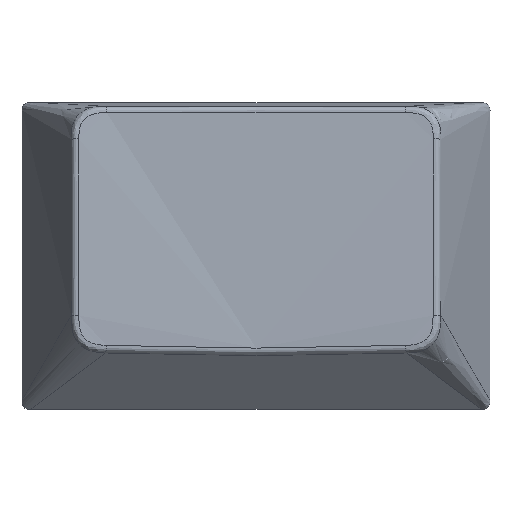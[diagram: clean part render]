
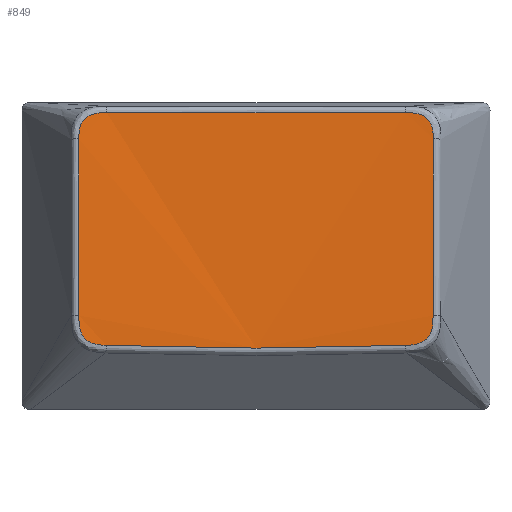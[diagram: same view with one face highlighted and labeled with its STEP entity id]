
A CAD part, top view. The second image highlights one B-rep face of the part: STEP entity #849.
In plain terms, the highlighted free-form (B-spline) face has degree [2, 1] with [9, 2] control points.
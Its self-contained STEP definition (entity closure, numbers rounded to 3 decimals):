
#849 = ADVANCED_FACE('',(#850),#952,.F.);
#850 = FACE_BOUND('',#851,.F.);
#851 = EDGE_LOOP('',(#852,#870,#879,#894,#904,#919,#928,#944));
#852 = ORIENTED_EDGE('',*,*,#853,.T.);
#853 = EDGE_CURVE('',#854,#856,#858,.T.);
#854 = VERTEX_POINT('',#855);
#855 = CARTESIAN_POINT('',(-8.834,-5.292,7.794));
#856 = VERTEX_POINT('',#857);
#857 = CARTESIAN_POINT('',(-10.459,-3.528,7.846));
#858 = B_SPLINE_CURVE_WITH_KNOTS('',3,(#859,#860,#861,#862,#863,#864,
    #865,#866,#867,#868,#869),.UNSPECIFIED.,.F.,.F.,(4,1,1,1,1,1,1,1,4),
  (0.138,0.541,0.898,1.217,1.516,1.821
    ,2.155,2.532,2.955),.UNSPECIFIED.);
#859 = CARTESIAN_POINT('',(-8.834,-5.292,7.794));
#860 = CARTESIAN_POINT('',(-8.967,-5.288,7.805));
#861 = CARTESIAN_POINT('',(-9.219,-5.275,7.826));
#862 = CARTESIAN_POINT('',(-9.571,-5.21,7.854));
#863 = CARTESIAN_POINT('',(-9.87,-5.083,7.875));
#864 = CARTESIAN_POINT('',(-10.112,-4.889,7.887));
#865 = CARTESIAN_POINT('',(-10.291,-4.63,7.89));
#866 = CARTESIAN_POINT('',(-10.403,-4.31,7.883));
#867 = CARTESIAN_POINT('',(-10.455,-3.935,7.868));
#868 = CARTESIAN_POINT('',(-10.459,-3.669,7.854));
#869 = CARTESIAN_POINT('',(-10.459,-3.528,7.846));
#870 = ORIENTED_EDGE('',*,*,#871,.T.);
#871 = EDGE_CURVE('',#856,#872,#874,.T.);
#872 = VERTEX_POINT('',#873);
#873 = CARTESIAN_POINT('',(-10.463,6.897,7.273));
#874 = B_SPLINE_CURVE_WITH_KNOTS('',3,(#875,#876,#877,#878),
  .UNSPECIFIED.,.F.,.F.,(4,4),(-0.181,10.26),
  .PIECEWISE_BEZIER_KNOTS.);
#875 = CARTESIAN_POINT('',(-10.459,-3.528,7.846));
#876 = CARTESIAN_POINT('',(-10.46,-0.053,7.655));
#877 = CARTESIAN_POINT('',(-10.461,3.422,7.464));
#878 = CARTESIAN_POINT('',(-10.463,6.897,7.273));
#879 = ORIENTED_EDGE('',*,*,#880,.T.);
#880 = EDGE_CURVE('',#872,#881,#883,.T.);
#881 = VERTEX_POINT('',#882);
#882 = CARTESIAN_POINT('',(-8.815,8.446,7.037));
#883 = B_SPLINE_CURVE_WITH_KNOTS('',3,(#884,#885,#886,#887,#888,#889,
    #890,#891,#892,#893),.UNSPECIFIED.,.F.,.F.,(4,1,1,1,1,1,1,4),(
    0.092,0.451,0.774,1.072,1.364,
    1.666,1.992,2.756),.UNSPECIFIED.);
#884 = CARTESIAN_POINT('',(-10.463,6.897,7.273));
#885 = CARTESIAN_POINT('',(-10.463,7.017,7.266));
#886 = CARTESIAN_POINT('',(-10.46,7.244,7.253));
#887 = CARTESIAN_POINT('',(-10.409,7.567,7.23));
#888 = CARTESIAN_POINT('',(-10.294,7.85,7.204));
#889 = CARTESIAN_POINT('',(-10.111,8.086,7.173));
#890 = CARTESIAN_POINT('',(-9.865,8.267,7.139));
#891 = CARTESIAN_POINT('',(-9.433,8.434,7.09));
#892 = CARTESIAN_POINT('',(-9.066,8.446,7.058));
#893 = CARTESIAN_POINT('',(-8.815,8.446,7.037));
#894 = ORIENTED_EDGE('',*,*,#895,.T.);
#895 = EDGE_CURVE('',#881,#896,#898,.T.);
#896 = VERTEX_POINT('',#897);
#897 = CARTESIAN_POINT('',(8.814,8.446,7.037));
#898 = B_SPLINE_CURVE_WITH_KNOTS('',3,(#899,#900,#901,#902,#903),
  .UNSPECIFIED.,.F.,.F.,(4,1,4),(-0.197,8.66,17.517),
  .UNSPECIFIED.);
#899 = CARTESIAN_POINT('',(-8.815,8.446,7.037));
#900 = CARTESIAN_POINT('',(-5.883,8.455,6.791));
#901 = CARTESIAN_POINT('',(0.,8.464,6.546)
  );
#902 = CARTESIAN_POINT('',(5.883,8.455,6.791));
#903 = CARTESIAN_POINT('',(8.814,8.446,7.037));
#904 = ORIENTED_EDGE('',*,*,#905,.T.);
#905 = EDGE_CURVE('',#896,#906,#908,.T.);
#906 = VERTEX_POINT('',#907);
#907 = CARTESIAN_POINT('',(10.462,6.897,7.273));
#908 = B_SPLINE_CURVE_WITH_KNOTS('',3,(#909,#910,#911,#912,#913,#914,
    #915,#916,#917,#918),.UNSPECIFIED.,.F.,.F.,(4,1,1,1,1,1,1,4),(
    0.196,0.96,1.286,1.588,1.88,
    2.179,2.502,2.86),.UNSPECIFIED.);
#909 = CARTESIAN_POINT('',(8.814,8.446,7.037));
#910 = CARTESIAN_POINT('',(9.066,8.446,7.058));
#911 = CARTESIAN_POINT('',(9.432,8.434,7.09));
#912 = CARTESIAN_POINT('',(9.864,8.267,7.139));
#913 = CARTESIAN_POINT('',(10.111,8.086,7.173));
#914 = CARTESIAN_POINT('',(10.293,7.85,7.204));
#915 = CARTESIAN_POINT('',(10.408,7.567,7.23));
#916 = CARTESIAN_POINT('',(10.46,7.244,7.253));
#917 = CARTESIAN_POINT('',(10.462,7.017,7.266));
#918 = CARTESIAN_POINT('',(10.462,6.897,7.273));
#919 = ORIENTED_EDGE('',*,*,#920,.T.);
#920 = EDGE_CURVE('',#906,#921,#923,.T.);
#921 = VERTEX_POINT('',#922);
#922 = CARTESIAN_POINT('',(10.458,-3.528,7.846));
#923 = B_SPLINE_CURVE_WITH_KNOTS('',3,(#924,#925,#926,#927),
  .UNSPECIFIED.,.F.,.F.,(4,4),(-0.092,10.349),
  .PIECEWISE_BEZIER_KNOTS.);
#924 = CARTESIAN_POINT('',(10.462,6.897,7.273));
#925 = CARTESIAN_POINT('',(10.461,3.422,7.464));
#926 = CARTESIAN_POINT('',(10.459,-0.053,7.655)
  );
#927 = CARTESIAN_POINT('',(10.458,-3.528,7.846));
#928 = ORIENTED_EDGE('',*,*,#929,.T.);
#929 = EDGE_CURVE('',#921,#930,#932,.T.);
#930 = VERTEX_POINT('',#931);
#931 = CARTESIAN_POINT('',(8.833,-5.292,7.794));
#932 = B_SPLINE_CURVE_WITH_KNOTS('',3,(#933,#934,#935,#936,#937,#938,
    #939,#940,#941,#942,#943),.UNSPECIFIED.,.F.,.F.,(4,1,1,1,1,1,1,1,4),
  (0.18,0.603,0.98,1.313,1.618,1.918
    ,2.236,2.594,2.997),.UNSPECIFIED.);
#933 = CARTESIAN_POINT('',(10.458,-3.528,7.846));
#934 = CARTESIAN_POINT('',(10.458,-3.669,7.854));
#935 = CARTESIAN_POINT('',(10.454,-3.935,7.868));
#936 = CARTESIAN_POINT('',(10.403,-4.31,7.883));
#937 = CARTESIAN_POINT('',(10.29,-4.63,7.89));
#938 = CARTESIAN_POINT('',(10.112,-4.889,7.887));
#939 = CARTESIAN_POINT('',(9.87,-5.083,7.875));
#940 = CARTESIAN_POINT('',(9.57,-5.21,7.854));
#941 = CARTESIAN_POINT('',(9.218,-5.275,7.826));
#942 = CARTESIAN_POINT('',(8.967,-5.288,7.805));
#943 = CARTESIAN_POINT('',(8.833,-5.292,7.794));
#944 = ORIENTED_EDGE('',*,*,#945,.T.);
#945 = EDGE_CURVE('',#930,#854,#946,.T.);
#946 = B_SPLINE_CURVE_WITH_KNOTS('',3,(#947,#948,#949,#950,#951),
  .UNSPECIFIED.,.F.,.F.,(4,1,4),(-0.138,8.746,17.63),
  .UNSPECIFIED.);
#947 = CARTESIAN_POINT('',(8.833,-5.292,7.794));
#948 = CARTESIAN_POINT('',(5.897,-5.398,7.554));
#949 = CARTESIAN_POINT('',(0.,-5.505,7.314)
  );
#950 = CARTESIAN_POINT('',(-5.897,-5.398,7.554));
#951 = CARTESIAN_POINT('',(-8.834,-5.292,7.794));
#952 = ( BOUNDED_SURFACE() B_SPLINE_SURFACE(2,1,(
    (#953,#954)
    ,(#955,#956)
    ,(#957,#958)
    ,(#959,#960)
    ,(#961,#962)
    ,(#963,#964)
    ,(#965,#966)
    ,(#967,#968)
,(#969,#970
    )),.UNSPECIFIED.,.T.,.F.,.F.) B_SPLINE_SURFACE_WITH_KNOTS((1,2,2,2,2
    ,2,1),(2,2),(-833.041,-666.433,-499.824,
    -333.216,-166.608,0.,166.608),(0.,155.635),
.UNSPECIFIED.) GEOMETRIC_REPRESENTATION_ITEM() RATIONAL_B_SPLINE_SURFACE
((
    (1.,1.)
    ,(0.707,0.707)
    ,(1.,1.)
    ,(0.707,0.707)
    ,(1.,1.)
    ,(0.707,0.707)
    ,(1.,1.)
    ,(0.707,0.707)
,(1.,1.))) REPRESENTATION_ITEM('') SURFACE() );
#953 = CARTESIAN_POINT('',(50.187,-104.085,25.507));
#954 = CARTESIAN_POINT('',(50.187,51.316,16.954));
#955 = CARTESIAN_POINT('',(-43.253,-106.842,-24.605));
#956 = CARTESIAN_POINT('',(-43.253,48.558,-33.158));
#957 = CARTESIAN_POINT('',(-93.441,-101.708,68.694));
#958 = CARTESIAN_POINT('',(-93.441,53.692,60.142));
#959 = CARTESIAN_POINT('',(-143.629,-96.573,161.994));
#960 = CARTESIAN_POINT('',(-143.629,58.827,153.442));
#961 = CARTESIAN_POINT('',(-50.188,-93.815,212.106));
#962 = CARTESIAN_POINT('',(-50.188,61.585,203.554));
#963 = CARTESIAN_POINT('',(43.253,-91.058,262.218));
#964 = CARTESIAN_POINT('',(43.253,64.343,253.666));
#965 = CARTESIAN_POINT('',(93.441,-96.192,168.918));
#966 = CARTESIAN_POINT('',(93.441,59.208,160.366));
#967 = CARTESIAN_POINT('',(143.628,-101.327,75.618));
#968 = CARTESIAN_POINT('',(143.628,54.074,67.066));
#969 = CARTESIAN_POINT('',(50.187,-104.085,25.507));
#970 = CARTESIAN_POINT('',(50.187,51.316,16.954));
